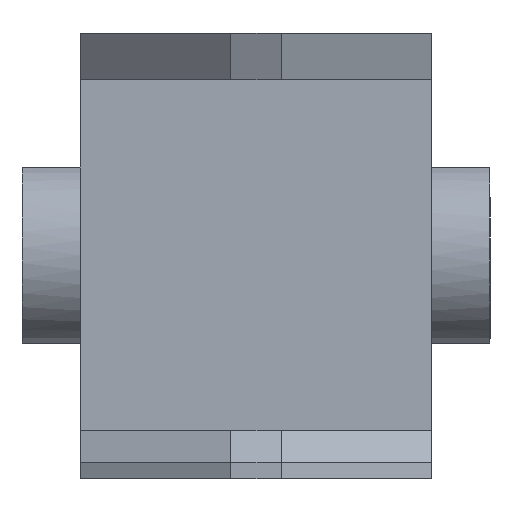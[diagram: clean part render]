
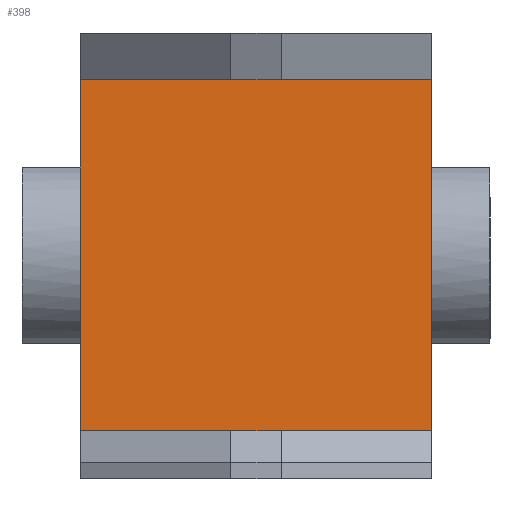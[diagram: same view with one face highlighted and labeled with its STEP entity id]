
A CAD part, left-side view. The second image highlights one B-rep face of the part: STEP entity #398.
In plain terms, the highlighted planar face has unit normal (-1, 0, 0).
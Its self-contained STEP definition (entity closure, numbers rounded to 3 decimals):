
#30 = VECTOR ( 'NONE', #2541, 1000. ) ;
#90 = ORIENTED_EDGE ( 'NONE', *, *, #2255, .T. ) ;
#166 = LINE ( 'NONE', #1735, #506 ) ;
#217 = ORIENTED_EDGE ( 'NONE', *, *, #1885, .T. ) ;
#261 = EDGE_CURVE ( 'NONE', #1844, #1295, #271, .T. ) ;
#271 = LINE ( 'NONE', #2554, #1496 ) ;
#281 = CARTESIAN_POINT ( 'NONE',  ( 0., -21., 0. ) ) ;
#364 = PLANE ( 'NONE',  #992 ) ;
#398 = ADVANCED_FACE ( 'NONE', ( #930 ), #364, .F. ) ;
#481 = ORIENTED_EDGE ( 'NONE', *, *, #261, .F. ) ;
#493 = LINE ( 'NONE', #1370, #1822 ) ;
#500 = VERTEX_POINT ( 'NONE', #1143 ) ;
#506 = VECTOR ( 'NONE', #2995, 1000. ) ;
#561 = ORIENTED_EDGE ( 'NONE', *, *, #1001, .F. ) ;
#575 = DIRECTION ( 'NONE',  ( 0., 0., -1. ) ) ;
#917 = VERTEX_POINT ( 'NONE', #2724 ) ;
#930 = FACE_OUTER_BOUND ( 'NONE', #2861, .T. ) ;
#992 = AXIS2_PLACEMENT_3D ( 'NONE', #2562, #3063, #575 ) ;
#1001 = EDGE_CURVE ( 'NONE', #2891, #1844, #2043, .T. ) ;
#1135 = DIRECTION ( 'NONE',  ( 0., 0., 1. ) ) ;
#1143 = CARTESIAN_POINT ( 'NONE',  ( 0., -21., 42. ) ) ;
#1224 = VERTEX_POINT ( 'NONE', #1475 ) ;
#1274 = LINE ( 'NONE', #2279, #30 ) ;
#1295 = VERTEX_POINT ( 'NONE', #2241 ) ;
#1370 = CARTESIAN_POINT ( 'NONE',  ( 0., -21., 42. ) ) ;
#1475 = CARTESIAN_POINT ( 'NONE',  ( 0., 21., 42. ) ) ;
#1496 = VECTOR ( 'NONE', #2033, 1000. ) ;
#1558 = ORIENTED_EDGE ( 'NONE', *, *, #2682, .T. ) ;
#1735 = CARTESIAN_POINT ( 'NONE',  ( 0., -21., 42. ) ) ;
#1764 = CARTESIAN_POINT ( 'NONE',  ( 0., 21., 42. ) ) ;
#1822 = VECTOR ( 'NONE', #1135, 1000. ) ;
#1844 = VERTEX_POINT ( 'NONE', #2780 ) ;
#1885 = EDGE_CURVE ( 'NONE', #917, #500, #1274, .T. ) ;
#1909 = VECTOR ( 'NONE', #3038, 1000. ) ;
#2033 = DIRECTION ( 'NONE',  ( 0., 0., 1. ) ) ;
#2043 = LINE ( 'NONE', #3198, #3042 ) ;
#2241 = CARTESIAN_POINT ( 'NONE',  ( 0., 21., 21. ) ) ;
#2255 = EDGE_CURVE ( 'NONE', #500, #1224, #166, .T. ) ;
#2279 = CARTESIAN_POINT ( 'NONE',  ( 0., -21., 42. ) ) ;
#2351 = EDGE_CURVE ( 'NONE', #1295, #1224, #2513, .T. ) ;
#2469 = DIRECTION ( 'NONE',  ( 0., 1., 0. ) ) ;
#2513 = LINE ( 'NONE', #1764, #1909 ) ;
#2541 = DIRECTION ( 'NONE',  ( 0., 0., 1. ) ) ;
#2554 = CARTESIAN_POINT ( 'NONE',  ( 0., 21., 42. ) ) ;
#2562 = CARTESIAN_POINT ( 'NONE',  ( 0., -3., 42. ) ) ;
#2682 = EDGE_CURVE ( 'NONE', #2891, #917, #493, .T. ) ;
#2724 = CARTESIAN_POINT ( 'NONE',  ( 0., -21., 21. ) ) ;
#2780 = CARTESIAN_POINT ( 'NONE',  ( 0., 21., 0. ) ) ;
#2861 = EDGE_LOOP ( 'NONE', ( #90, #3181, #481, #561, #1558, #217 ) ) ;
#2891 = VERTEX_POINT ( 'NONE', #281 ) ;
#2995 = DIRECTION ( 'NONE',  ( 0., 1., 0. ) ) ;
#3038 = DIRECTION ( 'NONE',  ( 0., 0., 1. ) ) ;
#3042 = VECTOR ( 'NONE', #2469, 1000. ) ;
#3063 = DIRECTION ( 'NONE',  ( 1., 0., 0. ) ) ;
#3181 = ORIENTED_EDGE ( 'NONE', *, *, #2351, .F. ) ;
#3198 = CARTESIAN_POINT ( 'NONE',  ( 0., -21., 0. ) ) ;
